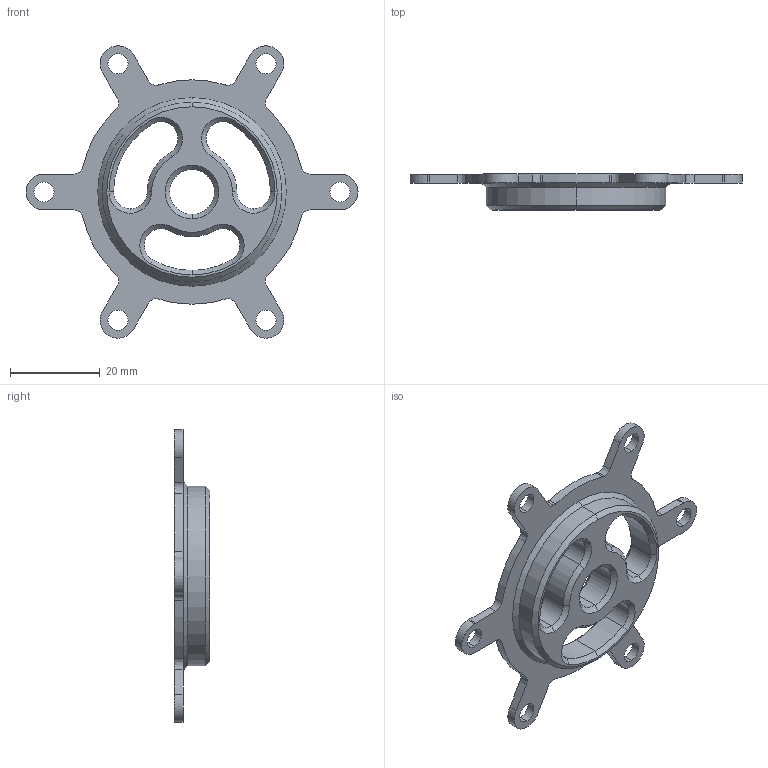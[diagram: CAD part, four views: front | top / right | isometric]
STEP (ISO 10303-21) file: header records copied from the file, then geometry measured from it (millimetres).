
FILE_DESCRIPTION (( 'STEP AP203' ), '1' );
FILE_NAME ('driverheatpad.STEP', '2024-10-14T02:45:53', ( 'lance' ), ( '' ), 'SwSTEP 2.0', 'SolidWorks 2021', '' );
FILE_SCHEMA (( 'CONFIG_CONTROL_DESIGN' ));
Length unit declared in the file: millimetre
Products named in the file (1): driverheatpad
Bounding box: 74 x 8 x 65.15 mm (x, y, z)
Volume: 7891.8 mm3; surface area: 6386.5 mm2
Topology: 1 solids, 1 shells, 120 faces, 315 edges, 198 vertices
Faces by surface type: cylinder 65, cone 40, plane 15
Entity records: 3862 total; most frequent: DIRECTION 731, CARTESIAN_POINT 634, ORIENTED_EDGE 630, EDGE_CURVE 315, AXIS2_PLACEMENT_3D 295, VERTEX_POINT 198, CIRCLE 174, VECTOR 141
